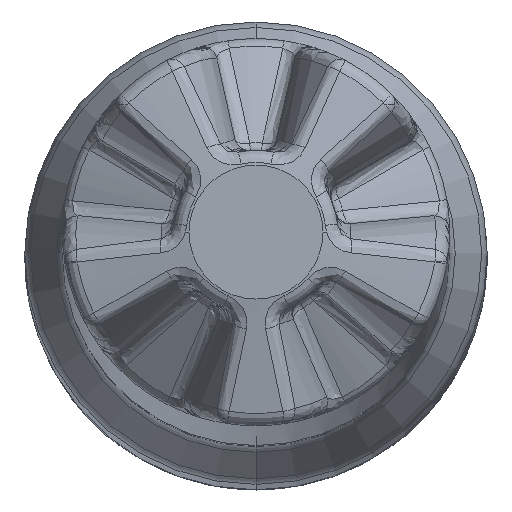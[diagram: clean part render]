
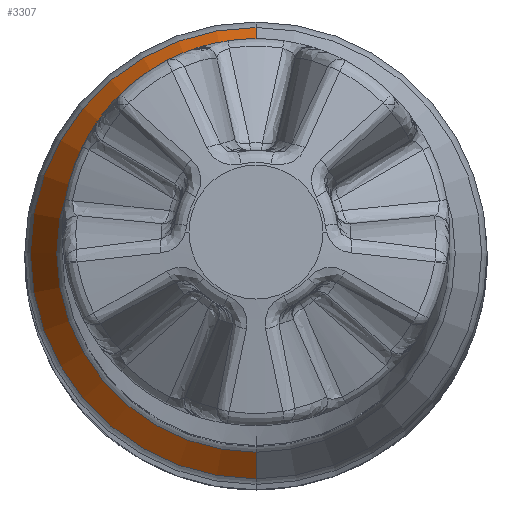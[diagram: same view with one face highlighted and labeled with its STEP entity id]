
A CAD part, top view. The second image highlights one B-rep face of the part: STEP entity #3307.
In plain terms, the highlighted conical face has half-angle 25 degrees and reference radius 3.848 mm.
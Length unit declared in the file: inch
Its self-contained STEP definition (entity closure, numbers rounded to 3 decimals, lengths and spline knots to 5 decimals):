
#129 = CARTESIAN_POINT ( 'NONE',  ( 0., -0.1515, -8.12196 ) ) ;
#176 = ORIENTED_EDGE ( 'NONE', *, *, #4121, .T. ) ;
#208 = CARTESIAN_POINT ( 'NONE',  ( 0., 0.13375, -8.08389 ) ) ;
#750 = AXIS2_PLACEMENT_3D ( 'NONE', #5352, #2998, #2111 ) ;
#1062 = CARTESIAN_POINT ( 'NONE',  ( 0., -0.1515, -8.12196 ) ) ;
#1190 = CIRCLE ( 'NONE', #1967, 0.1515 ) ;
#1553 = ORIENTED_EDGE ( 'NONE', *, *, #4785, .F. ) ;
#1556 = CARTESIAN_POINT ( 'NONE',  ( 0., 0.1515, -8.12196 ) ) ;
#1804 = DIRECTION ( 'NONE',  ( 0., 0., 1. ) ) ;
#1967 = AXIS2_PLACEMENT_3D ( 'NONE', #5048, #1804, #4034 ) ;
#2111 = DIRECTION ( 'NONE',  ( 0., 1., 0. ) ) ;
#2250 = AXIS2_PLACEMENT_3D ( 'NONE', #3737, #2841, #4661 ) ;
#2405 = LINE ( 'NONE', #1062, #3413 ) ;
#2587 = CARTESIAN_POINT ( 'NONE',  ( 0., -0.13375, -8.08389 ) ) ;
#2841 = DIRECTION ( 'NONE',  ( 0., 0., 1. ) ) ;
#2920 = DIRECTION ( 'NONE',  ( 0., 0.423, -0.906 ) ) ;
#2972 = VERTEX_POINT ( 'NONE', #2587 ) ;
#2998 = DIRECTION ( 'NONE',  ( 0., 0., -1. ) ) ;
#3165 = EDGE_LOOP ( 'NONE', ( #3699, #1553, #176, #4141 ) ) ;
#3200 = VERTEX_POINT ( 'NONE', #208 ) ;
#3307 = ADVANCED_FACE ( 'NONE', ( #3535 ), #3329, .T. ) ;
#3329 = CONICAL_SURFACE ( 'NONE', #750, 0.1515, 0.436 ) ;
#3413 = VECTOR ( 'NONE', #5086, 39.37008 ) ;
#3494 = EDGE_CURVE ( 'NONE', #2972, #5544, #2405, .T. ) ;
#3535 = FACE_OUTER_BOUND ( 'NONE', #3165, .T. ) ;
#3559 = VECTOR ( 'NONE', #2920, 39.37008 ) ;
#3699 = ORIENTED_EDGE ( 'NONE', *, *, #3494, .F. ) ;
#3737 = CARTESIAN_POINT ( 'NONE',  ( 0., 0., -8.08389 ) ) ;
#3749 = LINE ( 'NONE', #1556, #3559 ) ;
#4034 = DIRECTION ( 'NONE',  ( 0., -1., 0. ) ) ;
#4121 = EDGE_CURVE ( 'NONE', #3200, #4255, #3749, .T. ) ;
#4141 = ORIENTED_EDGE ( 'NONE', *, *, #4611, .T. ) ;
#4255 = VERTEX_POINT ( 'NONE', #4370 ) ;
#4370 = CARTESIAN_POINT ( 'NONE',  ( 0., 0.1515, -8.12196 ) ) ;
#4611 = EDGE_CURVE ( 'NONE', #4255, #5544, #1190, .T. ) ;
#4661 = DIRECTION ( 'NONE',  ( 0., -1., 0. ) ) ;
#4785 = EDGE_CURVE ( 'NONE', #3200, #2972, #5379, .T. ) ;
#5048 = CARTESIAN_POINT ( 'NONE',  ( 0., 0., -8.12196 ) ) ;
#5086 = DIRECTION ( 'NONE',  ( 0., -0.423, -0.906 ) ) ;
#5352 = CARTESIAN_POINT ( 'NONE',  ( 0., 0., -8.12196 ) ) ;
#5379 = CIRCLE ( 'NONE', #2250, 0.13375 ) ;
#5544 = VERTEX_POINT ( 'NONE', #129 ) ;
